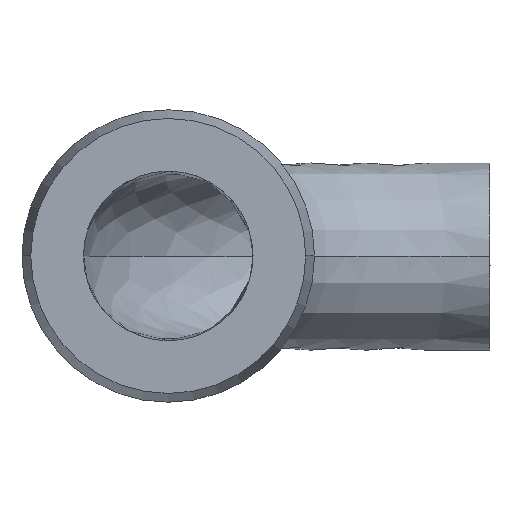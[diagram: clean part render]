
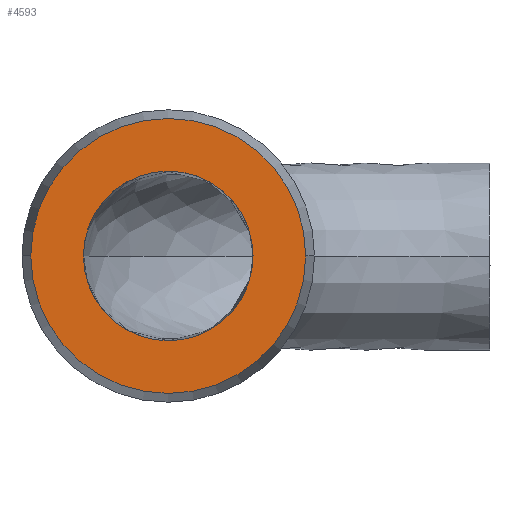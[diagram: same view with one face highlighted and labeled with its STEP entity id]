
A CAD part, top view. The second image highlights one B-rep face of the part: STEP entity #4593.
In plain terms, the highlighted planar face has unit normal (0, 0, 1).
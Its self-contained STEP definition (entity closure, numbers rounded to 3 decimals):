
#265 = CIRCLE ( 'NONE', #5964, 14.5 ) ;
#440 = DIRECTION ( 'NONE',  ( -1., 0., 0. ) ) ;
#443 = VERTEX_POINT ( 'NONE', #2403 ) ;
#659 = EDGE_LOOP ( 'NONE', ( #4521, #6230 ) ) ;
#780 = EDGE_LOOP ( 'NONE', ( #4596, #3651 ) ) ;
#978 = CIRCLE ( 'NONE', #6162, 14.5 ) ;
#1168 = DIRECTION ( 'NONE',  ( 0., 0., 1. ) ) ;
#1392 = VERTEX_POINT ( 'NONE', #4006 ) ;
#1471 = EDGE_CURVE ( 'NONE', #4020, #443, #978, .T. ) ;
#1580 = DIRECTION ( 'NONE',  ( 0., 0., 1. ) ) ;
#1792 = EDGE_CURVE ( 'NONE', #1392, #3179, #4645, .T. ) ;
#1950 = FACE_OUTER_BOUND ( 'NONE', #780, .T. ) ;
#2003 = CARTESIAN_POINT ( 'NONE',  ( -78.5, 0., 0. ) ) ;
#2165 = CARTESIAN_POINT ( 'NONE',  ( -55., 0., 0. ) ) ;
#2366 = DIRECTION ( 'NONE',  ( 0., 0., -1. ) ) ;
#2403 = CARTESIAN_POINT ( 'NONE',  ( -40.5, 0., 0. ) ) ;
#2548 = CARTESIAN_POINT ( 'NONE',  ( -55., 0., 0. ) ) ;
#2647 = DIRECTION ( 'NONE',  ( 1., 0., 0. ) ) ;
#2728 = EDGE_CURVE ( 'NONE', #443, #4020, #265, .T. ) ;
#2924 = DIRECTION ( 'NONE',  ( 1., 0., 0. ) ) ;
#2943 = DIRECTION ( 'NONE',  ( 0., 0., 1. ) ) ;
#3179 = VERTEX_POINT ( 'NONE', #2003 ) ;
#3454 = DIRECTION ( 'NONE',  ( 1., 0., 0. ) ) ;
#3622 = DIRECTION ( 'NONE',  ( 1., 0., 0. ) ) ;
#3651 = ORIENTED_EDGE ( 'NONE', *, *, #1792, .T. ) ;
#3876 = CARTESIAN_POINT ( 'NONE',  ( -69.5, 0., 0. ) ) ;
#4006 = CARTESIAN_POINT ( 'NONE',  ( -31.5, 0., 0. ) ) ;
#4020 = VERTEX_POINT ( 'NONE', #5565 ) ;
#4300 = PLANE ( 'NONE',  #5722 ) ;
#4402 = CARTESIAN_POINT ( 'NONE',  ( -55., 0., 0. ) ) ;
#4521 = ORIENTED_EDGE ( 'NONE', *, *, #2728, .F. ) ;
#4593 = ADVANCED_FACE ( 'NONE', ( #5330, #1950 ), #4300, .F. ) ;
#4596 = ORIENTED_EDGE ( 'NONE', *, *, #5829, .T. ) ;
#4645 = CIRCLE ( 'NONE', #6271, 23.5 ) ;
#4875 = DIRECTION ( 'NONE',  ( 0., 0., 1. ) ) ;
#4941 = CARTESIAN_POINT ( 'NONE',  ( -55., 0., 0. ) ) ;
#5016 = AXIS2_PLACEMENT_3D ( 'NONE', #4941, #2943, #3454 ) ;
#5310 = CIRCLE ( 'NONE', #5016, 23.5 ) ;
#5330 = FACE_BOUND ( 'NONE', #659, .T. ) ;
#5565 = CARTESIAN_POINT ( 'NONE',  ( -69.5, 0., 0. ) ) ;
#5722 = AXIS2_PLACEMENT_3D ( 'NONE', #3876, #2366, #440 ) ;
#5829 = EDGE_CURVE ( 'NONE', #3179, #1392, #5310, .T. ) ;
#5964 = AXIS2_PLACEMENT_3D ( 'NONE', #2548, #1580, #2924 ) ;
#6162 = AXIS2_PLACEMENT_3D ( 'NONE', #4402, #4875, #2647 ) ;
#6230 = ORIENTED_EDGE ( 'NONE', *, *, #1471, .F. ) ;
#6271 = AXIS2_PLACEMENT_3D ( 'NONE', #2165, #1168, #3622 ) ;
